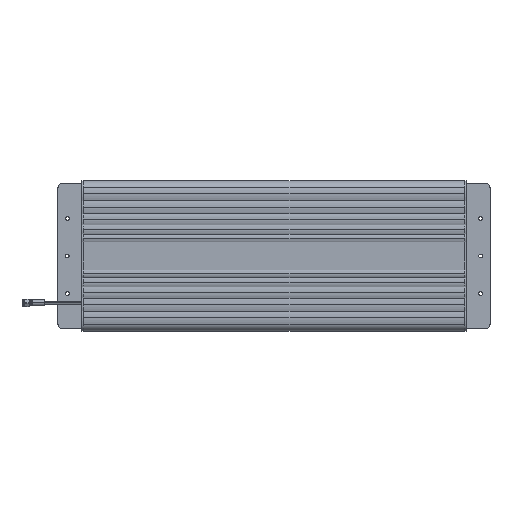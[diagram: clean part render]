
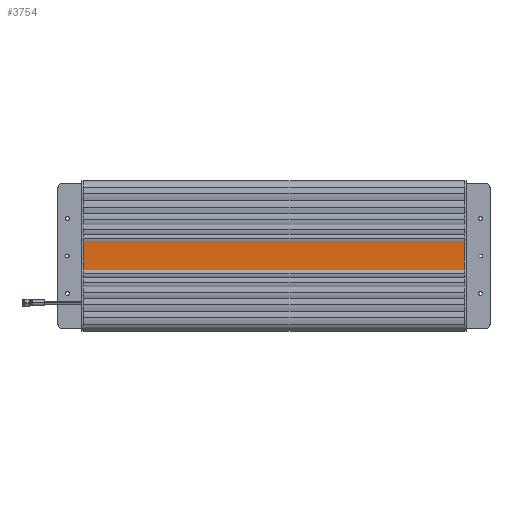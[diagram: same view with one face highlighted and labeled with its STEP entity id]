
A CAD part, top view. The second image highlights one B-rep face of the part: STEP entity #3754.
In plain terms, the highlighted planar face has unit normal (0, 0, 1).
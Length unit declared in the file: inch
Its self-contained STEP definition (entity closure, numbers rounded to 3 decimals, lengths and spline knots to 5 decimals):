
#1928 = CARTESIAN_POINT ( 'NONE',  ( 457.35137, -322.19151, 1.17915 ) ) ;
#3754 = ADVANCED_FACE ( 'NONE', ( #11294 ), #95201, .F. ) ;
#7119 = VERTEX_POINT ( 'NONE', #1928 ) ;
#11294 = FACE_OUTER_BOUND ( 'NONE', #105193, .T. ) ;
#11743 = DIRECTION ( 'NONE',  ( -1., 0., 0. ) ) ;
#12276 = EDGE_CURVE ( 'NONE', #68797, #7119, #26464, .T. ) ;
#12405 = DIRECTION ( 'NONE',  ( 0., -1., 0. ) ) ;
#16308 = VECTOR ( 'NONE', #40195, 39.37008 ) ;
#16392 = VECTOR ( 'NONE', #12405, 39.37008 ) ;
#18850 = CARTESIAN_POINT ( 'NONE',  ( 473.29626, -321.01041, 1.17915 ) ) ;
#21626 = LINE ( 'NONE', #59776, #111907 ) ;
#26464 = LINE ( 'NONE', #67205, #16308 ) ;
#31920 = EDGE_CURVE ( 'NONE', #49814, #47997, #103774, .T. ) ;
#40195 = DIRECTION ( 'NONE',  ( 0., -1., 0. ) ) ;
#43297 = CARTESIAN_POINT ( 'NONE',  ( 473.29626, -321.01041, 1.17915 ) ) ;
#47997 = VERTEX_POINT ( 'NONE', #115681 ) ;
#49814 = VERTEX_POINT ( 'NONE', #18850 ) ;
#53159 = DIRECTION ( 'NONE',  ( 0., -1., 0. ) ) ;
#58629 = ORIENTED_EDGE ( 'NONE', *, *, #116948, .T. ) ;
#59695 = DIRECTION ( 'NONE',  ( -1., 0., 0. ) ) ;
#59776 = CARTESIAN_POINT ( 'NONE',  ( 473.29626, -322.19151, 1.17915 ) ) ;
#67205 = CARTESIAN_POINT ( 'NONE',  ( 457.35137, -321.01041, 1.17915 ) ) ;
#68797 = VERTEX_POINT ( 'NONE', #71678 ) ;
#71678 = CARTESIAN_POINT ( 'NONE',  ( 457.35137, -321.01041, 1.17915 ) ) ;
#89306 = CARTESIAN_POINT ( 'NONE',  ( 473.29626, -321.01041, 1.17915 ) ) ;
#90843 = DIRECTION ( 'NONE',  ( 0., 0., -1. ) ) ;
#94532 = CARTESIAN_POINT ( 'NONE',  ( 473.29626, -321.01041, 1.17915 ) ) ;
#95201 = PLANE ( 'NONE',  #112962 ) ;
#100880 = ORIENTED_EDGE ( 'NONE', *, *, #12276, .T. ) ;
#103774 = LINE ( 'NONE', #43297, #16392 ) ;
#105193 = EDGE_LOOP ( 'NONE', ( #100880, #123070, #116810, #58629 ) ) ;
#107645 = EDGE_CURVE ( 'NONE', #47997, #7119, #21626, .T. ) ;
#110921 = LINE ( 'NONE', #89306, #126241 ) ;
#111907 = VECTOR ( 'NONE', #11743, 39.37008 ) ;
#112962 = AXIS2_PLACEMENT_3D ( 'NONE', #94532, #90843, #53159 ) ;
#115681 = CARTESIAN_POINT ( 'NONE',  ( 473.29626, -322.19151, 1.17915 ) ) ;
#116810 = ORIENTED_EDGE ( 'NONE', *, *, #31920, .F. ) ;
#116948 = EDGE_CURVE ( 'NONE', #49814, #68797, #110921, .T. ) ;
#123070 = ORIENTED_EDGE ( 'NONE', *, *, #107645, .F. ) ;
#126241 = VECTOR ( 'NONE', #59695, 39.37008 ) ;
